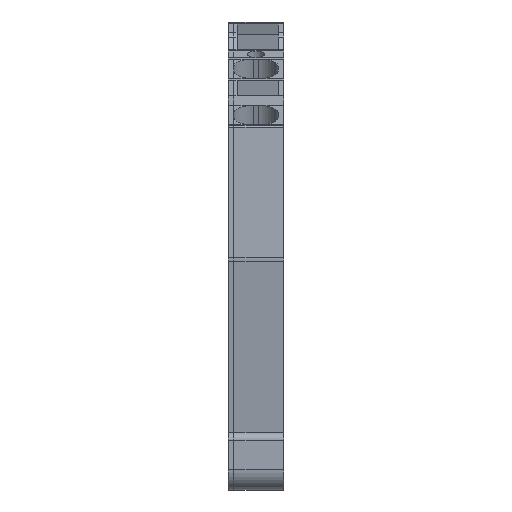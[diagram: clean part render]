
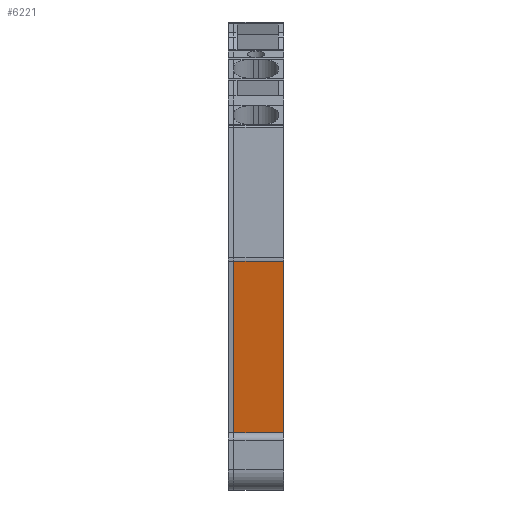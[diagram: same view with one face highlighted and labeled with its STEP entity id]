
A CAD part, front view. The second image highlights one B-rep face of the part: STEP entity #6221.
In plain terms, the highlighted planar face has unit normal (0, -0.986, -0.168).
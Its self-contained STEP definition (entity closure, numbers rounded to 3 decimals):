
#6207=AXIS2_PLACEMENT_3D('Plane Axis2P3D',#6204,#6205,#6206) ;
#1009=CARTESIAN_POINT('Vertex',(5.1,0.028,21.128)) ;
#1012=CARTESIAN_POINT('Line Origine',(5.1,1.477,12.625)) ;
#1016=CARTESIAN_POINT('Vertex',(5.1,2.925,4.123)) ;
#1537=CARTESIAN_POINT('Line Origine',(3.05,2.925,4.123)) ;
#1541=CARTESIAN_POINT('Vertex',(1.,2.925,4.123)) ;
#4755=CARTESIAN_POINT('Vertex',(0.5,2.925,4.123)) ;
#4763=CARTESIAN_POINT('Line Origine',(2.55,2.925,4.123)) ;
#6185=CARTESIAN_POINT('Line Origine',(2.55,0.028,21.128)) ;
#6189=CARTESIAN_POINT('Vertex',(0.5,0.028,21.128)) ;
#6204=CARTESIAN_POINT('Axis2P3D Location',(0.,0.028,21.128)) ;
#6209=CARTESIAN_POINT('Line Origine',(0.5,1.477,12.625)) ;
#1013=DIRECTION('Vector Direction',(0.,0.168,-0.986)) ;
#1538=DIRECTION('Vector Direction',(-1.,0.,0.)) ;
#4764=DIRECTION('Vector Direction',(-1.,0.,0.)) ;
#6186=DIRECTION('Vector Direction',(-1.,0.,0.)) ;
#6205=DIRECTION('Axis2P3D Direction',(0.,0.986,0.168)) ;
#6206=DIRECTION('Axis2P3D XDirection',(0.,0.168,-0.986)) ;
#6210=DIRECTION('Vector Direction',(0.,0.168,-0.986)) ;
#1014=VECTOR('Line Direction',#1013,1.) ;
#1539=VECTOR('Line Direction',#1538,1.) ;
#4765=VECTOR('Line Direction',#4764,1.) ;
#6187=VECTOR('Line Direction',#6186,1.) ;
#6211=VECTOR('Line Direction',#6210,1.) ;
#6215=ORIENTED_EDGE('',*,*,#6213,.T.) ;
#6216=ORIENTED_EDGE('',*,*,#4767,.F.) ;
#6217=ORIENTED_EDGE('',*,*,#1543,.T.) ;
#6218=ORIENTED_EDGE('',*,*,#1018,.T.) ;
#6219=ORIENTED_EDGE('',*,*,#6191,.T.) ;
#6221=ADVANCED_FACE('325722\X2\00B4\X0\04\X2\00B1\X0\KLTR\X2\00B1\X0\Z...2.5-2\X2\00B4\X0\3AN\X2\00B1\X0\GEHAEUSE-MASSZEICHNUNG.1\\Hauptk\X2\00F6\X0\rper',(#6220),#6208,.F.) ;
#1018=EDGE_CURVE('',#1017,#1010,#1015,.F.) ;
#1543=EDGE_CURVE('',#1542,#1017,#1540,.F.) ;
#4767=EDGE_CURVE('',#1542,#4756,#4766,.T.) ;
#6191=EDGE_CURVE('',#1010,#6190,#6188,.T.) ;
#6213=EDGE_CURVE('',#6190,#4756,#6212,.T.) ;
#6214=EDGE_LOOP('',(#6215,#6216,#6217,#6218,#6219)) ;
#6220=FACE_OUTER_BOUND('',#6214,.T.) ;
#1015=LINE('Line',#1012,#1014) ;
#1540=LINE('Line',#1537,#1539) ;
#4766=LINE('Line',#4763,#4765) ;
#6188=LINE('Line',#6185,#6187) ;
#6212=LINE('Line',#6209,#6211) ;
#6208=PLANE('',#6207) ;
#1010=VERTEX_POINT('',#1009) ;
#1017=VERTEX_POINT('',#1016) ;
#1542=VERTEX_POINT('',#1541) ;
#4756=VERTEX_POINT('',#4755) ;
#6190=VERTEX_POINT('',#6189) ;
